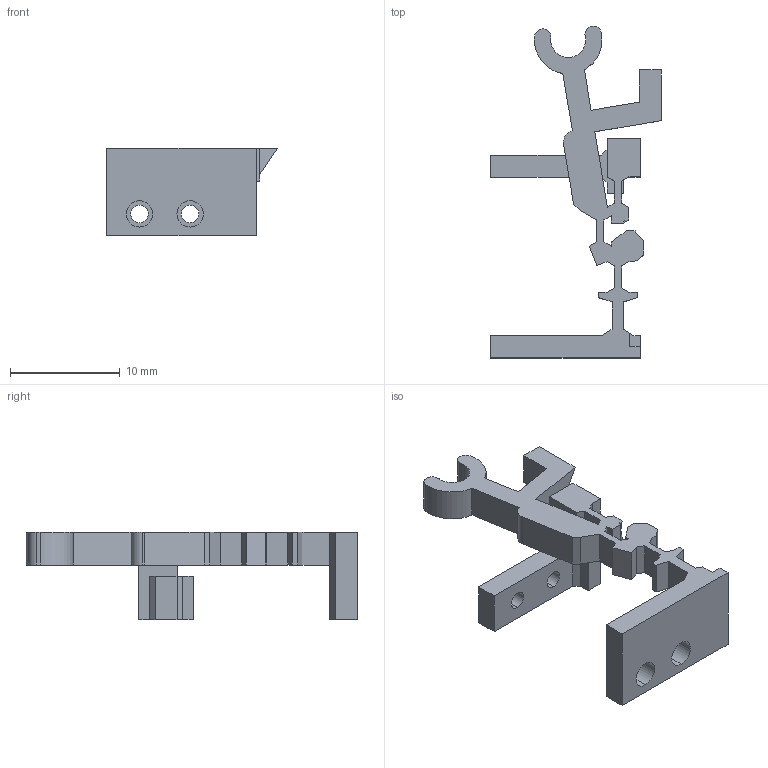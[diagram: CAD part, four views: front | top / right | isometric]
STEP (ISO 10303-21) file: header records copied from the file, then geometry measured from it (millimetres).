
FILE_DESCRIPTION (( 'STEP AP214' ), '1' );
FILE_NAME ('switch-flexures-separate_v2_one-piece-spring-link.STEP', '2025-10-17T23:07:57', ( '' ), ( '' ), 'SwSTEP 2.0', 'SolidWorks 2025', '' );
FILE_SCHEMA (( 'AUTOMOTIVE_DESIGN' ));
Length unit declared in the file: millimetre
Products named in the file (1): switch-flexures-separate_v2_one-piece-spring-link
Bounding box: 15.58 x 30.27 x 8 mm (x, y, z)
Volume: 622.2 mm3; surface area: 1078.5 mm2
Topology: 1 solids, 1 shells, 103 faces, 297 edges, 196 vertices
Faces by surface type: plane 84, cylinder 19
Entity records: 3380 total; most frequent: CARTESIAN_POINT 597, ORIENTED_EDGE 594, DIRECTION 543, EDGE_CURVE 297, LINE 259, VECTOR 259, VERTEX_POINT 196, AXIS2_PLACEMENT_3D 142
